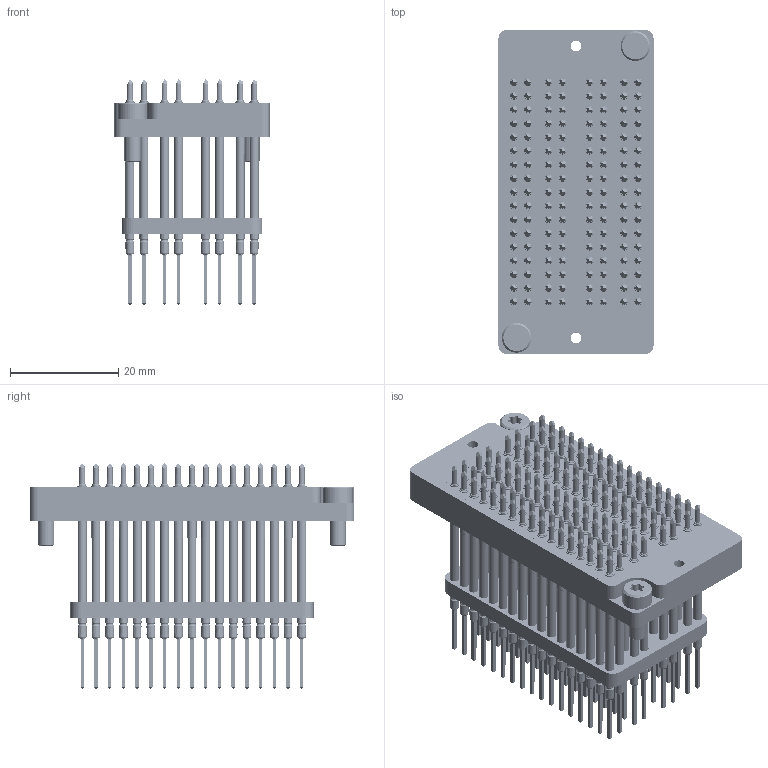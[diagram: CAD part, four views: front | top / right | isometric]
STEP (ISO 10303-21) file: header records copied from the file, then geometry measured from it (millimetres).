
FILE_DESCRIPTION (( 'STEP AP214' ), '1' );
FILE_NAME ('INGUN_36800.STEP', '2023-01-12T12:52:07', ( '' ), ( '' ), 'SwSTEP 2.0', 'SolidWorks 2021', '' );
FILE_SCHEMA (( 'AUTOMOTIVE_DESIGN' ));
Length unit declared in the file: millimetre
Products named in the file (8): INGUN_36800; GKS-945-0005__ADA~gks_S; INFO_4619~0_SBP-T_Kontaktierung-Seite<S>; 36801~4_S; 36802~2_S; KS-945-Master__ADA~ks_KS-945 47; DIN912~n_M03,0x008
Assembly tree (278 placements, depth 3):
  INGUN_36800
    36801~4_S
      36801~4_S
      INFO_4619~0_SBP-T_Kontaktierung-Seite<S>
    36802~2_S
    KS-945-Master__ADA~ks_KS-945 47  x136
    GKS-945-0005__ADA~gks_S  x136
    DIN912~n_M03,0x008  x2
Bounding box: 28.7 x 60 x 41.7 mm (x, y, z)
Volume: 24343.8 mm3; surface area: 50052.5 mm2
Topology: 581 solids, 581 shells, 9622 faces, 20056 edges, 12008 vertices
Faces by surface type: cylinder 3872, plane 2607, torus 1632, cone 1368, bspline 143
Entity records: 47181 total; most frequent: CARTESIAN_POINT 15635, DIRECTION 6364, ORIENTED_EDGE 5950, EDGE_CURVE 2975, AXIS2_PLACEMENT_3D 2469, VERTEX_POINT 1972, EDGE_LOOP 1669, LINE 1426
